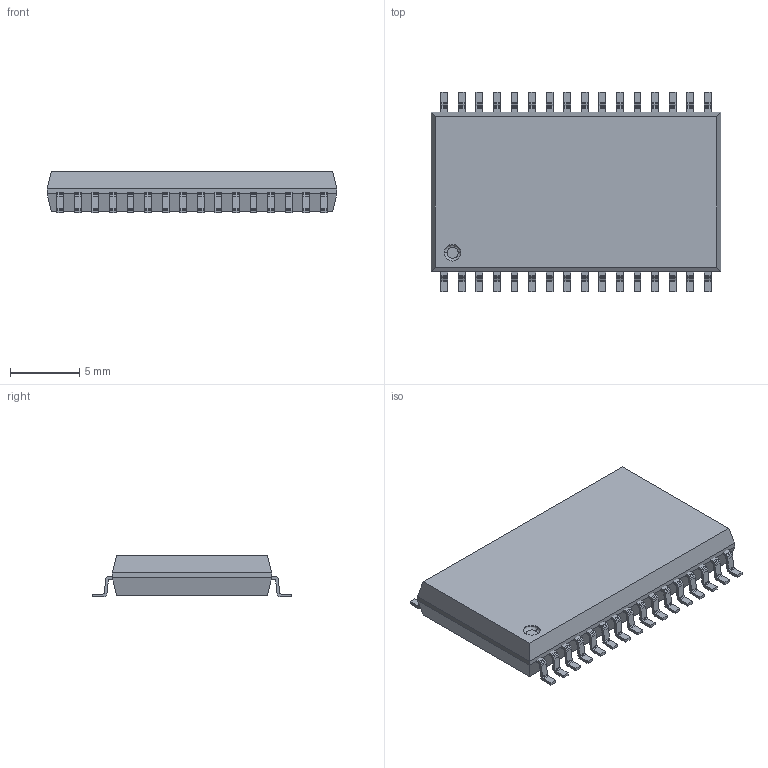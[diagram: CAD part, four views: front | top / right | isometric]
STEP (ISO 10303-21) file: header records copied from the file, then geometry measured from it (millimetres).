
FILE_DESCRIPTION (( 'STEP AP214' ), '1' );
FILE_NAME ('User Library-SOP32XW.STEP', '2025-01-09T20:35:48', ( '' ), ( '' ), 'SwSTEP 2.0', 'SolidWorks 2022', '' );
FILE_SCHEMA (( 'AUTOMOTIVE_DESIGN' ));
Length unit declared in the file: millimetre
Products named in the file (3): Fusion001_(Solid); User Library-SOP32XW; Fusion_(Solid)
Assembly tree (2 placements, depth 2):
  User Library-SOP32XW
    Fusion001_(Solid)
    Fusion_(Solid)
Bounding box: 20.95 x 14.4 x 3.03 mm (x, y, z)
Volume: 694.1 mm3; surface area: 764.7 mm2
Topology: 33 solids, 33 shells, 723 faces, 1958 edges, 1302 vertices
Faces by surface type: plane 719, bspline 2, cylinder 2
Entity records: 30652 total; most frequent: CARTESIAN_POINT 4072, ORIENTED_EDGE 3916, DIRECTION 3414, EDGE_CURVE 1958, VECTOR 1950, LINE 1950, VERTEX_POINT 1302, UNCERTAINTY_MEASURE_WITH_UNIT 761
